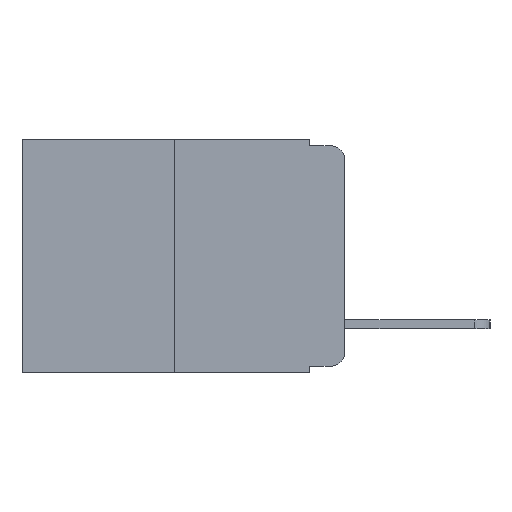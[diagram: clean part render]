
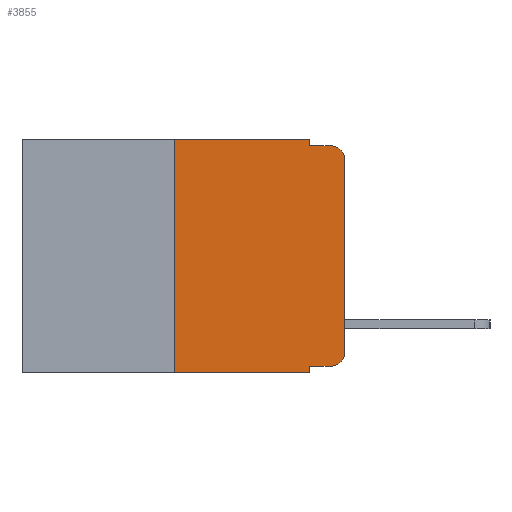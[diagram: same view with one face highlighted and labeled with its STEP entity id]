
A CAD part, left-side view. The second image highlights one B-rep face of the part: STEP entity #3855.
In plain terms, the highlighted planar face has unit normal (-1, 0, 0).
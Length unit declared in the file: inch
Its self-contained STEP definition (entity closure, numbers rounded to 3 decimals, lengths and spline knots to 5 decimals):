
#25 = EDGE_CURVE ( 'NONE', #11971, #6830, #10352, .T. ) ;
#44 = CARTESIAN_POINT ( 'NONE',  ( 0., 0., -0.313 ) ) ;
#307 = CARTESIAN_POINT ( 'NONE',  ( 0., 0.051, -0.01 ) ) ;
#394 = VECTOR ( 'NONE', #10154, 39.37008 ) ;
#395 = CARTESIAN_POINT ( 'NONE',  ( 0., 0.051, 0. ) ) ;
#478 = LINE ( 'NONE', #776, #10406 ) ;
#494 = LINE ( 'NONE', #2352, #10418 ) ;
#591 = CIRCLE ( 'NONE', #11471, 0.02 ) ;
#679 = VECTOR ( 'NONE', #8024, 39.37008 ) ;
#776 = CARTESIAN_POINT ( 'NONE',  ( 0., 0.051, -0.333 ) ) ;
#1081 = ORIENTED_EDGE ( 'NONE', *, *, #2786, .F. ) ;
#1380 = CARTESIAN_POINT ( 'NONE',  ( 0., 0.02, -0.333 ) ) ;
#1543 = EDGE_CURVE ( 'NONE', #3527, #5966, #7846, .T. ) ;
#1950 = LINE ( 'NONE', #10914, #9291 ) ;
#2057 = ORIENTED_EDGE ( 'NONE', *, *, #6428, .F. ) ;
#2083 = VERTEX_POINT ( 'NONE', #1380 ) ;
#2179 = PLANE ( 'NONE',  #6525 ) ;
#2190 = EDGE_CURVE ( 'NONE', #4911, #8487, #8816, .T. ) ;
#2352 = CARTESIAN_POINT ( 'NONE',  ( 0., 0.473, -0.343 ) ) ;
#2355 = CARTESIAN_POINT ( 'NONE',  ( 0., 0.051, -0.343 ) ) ;
#2786 = EDGE_CURVE ( 'NONE', #8487, #5752, #1950, .T. ) ;
#2874 = DIRECTION ( 'NONE',  ( 0., -1., 0. ) ) ;
#3076 = DIRECTION ( 'NONE',  ( 0., 0., -1. ) ) ;
#3200 = ORIENTED_EDGE ( 'NONE', *, *, #1543, .F. ) ;
#3321 = DIRECTION ( 'NONE',  ( -1., 0., 0. ) ) ;
#3426 = EDGE_CURVE ( 'NONE', #4451, #5752, #591, .T. ) ;
#3511 = CARTESIAN_POINT ( 'NONE',  ( 0., 0., 0. ) ) ;
#3527 = VERTEX_POINT ( 'NONE', #6435 ) ;
#3597 = ORIENTED_EDGE ( 'NONE', *, *, #25, .F. ) ;
#3744 = ORIENTED_EDGE ( 'NONE', *, *, #4109, .T. ) ;
#3757 = ORIENTED_EDGE ( 'NONE', *, *, #10646, .T. ) ;
#3855 = ADVANCED_FACE ( 'NONE', ( #9098 ), #2179, .F. ) ;
#4052 = CARTESIAN_POINT ( 'NONE',  ( 0., 0.473, 0. ) ) ;
#4109 = EDGE_CURVE ( 'NONE', #4369, #4451, #8609, .T. ) ;
#4369 = VERTEX_POINT ( 'NONE', #44 ) ;
#4422 = CARTESIAN_POINT ( 'NONE',  ( 0., 0.473, 0. ) ) ;
#4435 = CARTESIAN_POINT ( 'NONE',  ( 0., 0.25, 0. ) ) ;
#4451 = VERTEX_POINT ( 'NONE', #10860 ) ;
#4670 = ORIENTED_EDGE ( 'NONE', *, *, #9471, .T. ) ;
#4911 = VERTEX_POINT ( 'NONE', #8398 ) ;
#5396 = ORIENTED_EDGE ( 'NONE', *, *, #10152, .T. ) ;
#5752 = VERTEX_POINT ( 'NONE', #7794 ) ;
#5966 = VERTEX_POINT ( 'NONE', #4435 ) ;
#6097 = VECTOR ( 'NONE', #11909, 39.37008 ) ;
#6226 = DIRECTION ( 'NONE',  ( 0., -1., 0. ) ) ;
#6312 = VECTOR ( 'NONE', #8355, 39.37008 ) ;
#6343 = VECTOR ( 'NONE', #11003, 39.37008 ) ;
#6428 = EDGE_CURVE ( 'NONE', #5966, #4911, #11206, .T. ) ;
#6434 = CARTESIAN_POINT ( 'NONE',  ( 0., 0.25, 0. ) ) ;
#6435 = CARTESIAN_POINT ( 'NONE',  ( 0., 0.25, -0.343 ) ) ;
#6525 = AXIS2_PLACEMENT_3D ( 'NONE', #4052, #8857, #3076 ) ;
#6830 = VERTEX_POINT ( 'NONE', #2355 ) ;
#7550 = CIRCLE ( 'NONE', #8868, 0.02 ) ;
#7794 = CARTESIAN_POINT ( 'NONE',  ( 0., 0.02, -0.01 ) ) ;
#7846 = LINE ( 'NONE', #6434, #679 ) ;
#8024 = DIRECTION ( 'NONE',  ( 0., 0., 1. ) ) ;
#8355 = DIRECTION ( 'NONE',  ( 0., 0., -1. ) ) ;
#8398 = CARTESIAN_POINT ( 'NONE',  ( 0., 0.051, 0. ) ) ;
#8448 = CARTESIAN_POINT ( 'NONE',  ( 0., 0.051, 0. ) ) ;
#8487 = VERTEX_POINT ( 'NONE', #307 ) ;
#8609 = LINE ( 'NONE', #3511, #6097 ) ;
#8626 = DIRECTION ( 'NONE',  ( -1., 0., 0. ) ) ;
#8816 = LINE ( 'NONE', #8448, #6312 ) ;
#8857 = DIRECTION ( 'NONE',  ( 1., 0., 0. ) ) ;
#8868 = AXIS2_PLACEMENT_3D ( 'NONE', #9115, #3321, #10009 ) ;
#9098 = FACE_OUTER_BOUND ( 'NONE', #11343, .T. ) ;
#9115 = CARTESIAN_POINT ( 'NONE',  ( 0., 0.02, -0.313 ) ) ;
#9291 = VECTOR ( 'NONE', #2874, 39.37008 ) ;
#9471 = EDGE_CURVE ( 'NONE', #2083, #4369, #7550, .T. ) ;
#10009 = DIRECTION ( 'NONE',  ( 0., 0., -1. ) ) ;
#10015 = DIRECTION ( 'NONE',  ( 0., 0., -1. ) ) ;
#10152 = EDGE_CURVE ( 'NONE', #3527, #6830, #494, .T. ) ;
#10154 = DIRECTION ( 'NONE',  ( 0., 0., -1. ) ) ;
#10352 = LINE ( 'NONE', #395, #394 ) ;
#10406 = VECTOR ( 'NONE', #11229, 39.37008 ) ;
#10418 = VECTOR ( 'NONE', #6226, 39.37008 ) ;
#10646 = EDGE_CURVE ( 'NONE', #11971, #2083, #478, .T. ) ;
#10860 = CARTESIAN_POINT ( 'NONE',  ( 0., 0., -0.03 ) ) ;
#10914 = CARTESIAN_POINT ( 'NONE',  ( 0., 0.051, -0.01 ) ) ;
#11003 = DIRECTION ( 'NONE',  ( 0., -1., 0. ) ) ;
#11068 = ORIENTED_EDGE ( 'NONE', *, *, #3426, .T. ) ;
#11100 = CARTESIAN_POINT ( 'NONE',  ( 0., 0.051, -0.333 ) ) ;
#11154 = ORIENTED_EDGE ( 'NONE', *, *, #2190, .F. ) ;
#11206 = LINE ( 'NONE', #4422, #6343 ) ;
#11229 = DIRECTION ( 'NONE',  ( 0., -1., 0. ) ) ;
#11343 = EDGE_LOOP ( 'NONE', ( #3744, #11068, #1081, #11154, #2057, #3200, #5396, #3597, #3757, #4670 ) ) ;
#11363 = CARTESIAN_POINT ( 'NONE',  ( 0., 0.02, -0.03 ) ) ;
#11471 = AXIS2_PLACEMENT_3D ( 'NONE', #11363, #8626, #10015 ) ;
#11909 = DIRECTION ( 'NONE',  ( 0., 0., 1. ) ) ;
#11971 = VERTEX_POINT ( 'NONE', #11100 ) ;
